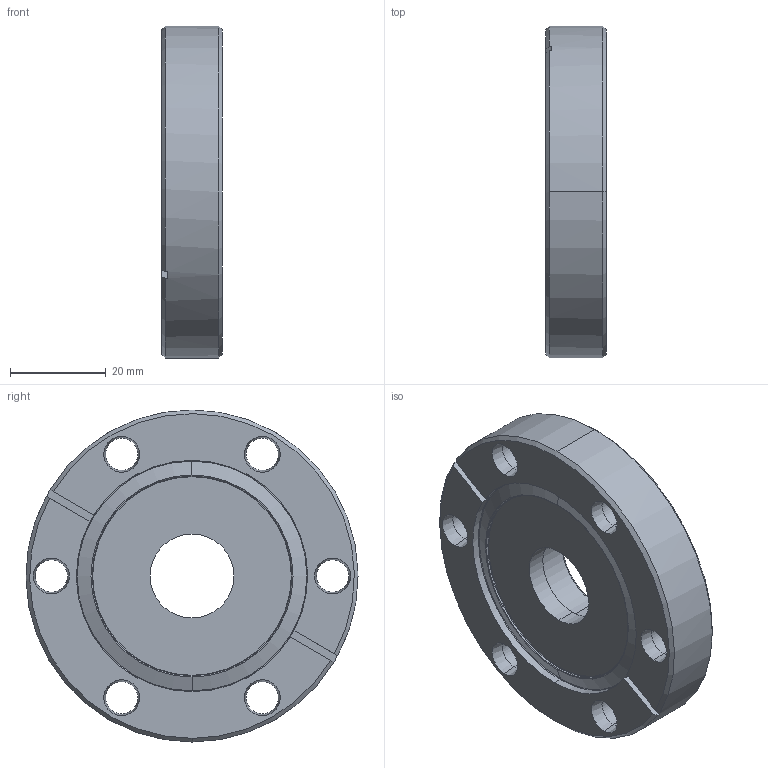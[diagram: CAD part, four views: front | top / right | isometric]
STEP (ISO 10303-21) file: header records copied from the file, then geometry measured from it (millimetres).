
FILE_DESCRIPTION (( 'STEP AP203' ), '1' );
FILE_NAME ('110011_A.STEP', '2024-03-26T09:52:24', ( '' ), ( '' ), 'SwSTEP 2.0', 'SolidWorks 2022', '' );
FILE_SCHEMA (( 'CONFIG_CONTROL_DESIGN' ));
Length unit declared in the file: inch
Products named in the file (1): 110011_A
Bounding box: 12.7 x 69.34 x 69.34 mm (x, y, z)
Volume: 39430.9 mm3; surface area: 11800.6 mm2
Topology: 1 solids, 1 shells, 74 faces, 172 edges, 101 vertices
Faces by surface type: cone 35, cylinder 20, plane 11, torus 8
Entity records: 2218 total; most frequent: DIRECTION 417, CARTESIAN_POINT 360, ORIENTED_EDGE 344, AXIS2_PLACEMENT_3D 174, EDGE_CURVE 172, VERTEX_POINT 101, CIRCLE 99, EDGE_LOOP 89
